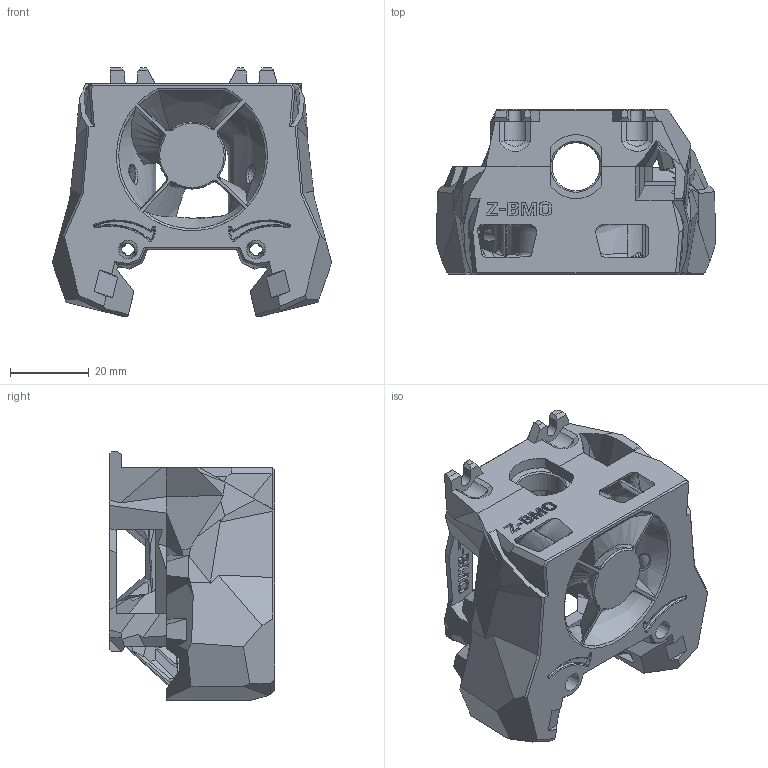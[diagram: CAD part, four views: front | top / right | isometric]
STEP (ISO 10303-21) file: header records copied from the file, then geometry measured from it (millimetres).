
FILE_DESCRIPTION(/* description */ (''),/* implementation_level */ '2;1');
FILE_NAME(/* name */ 'Zodiac_BMO_Toolhead_Stealthburner.step',/* time_stamp */ '2022-09-22T10:32:34+02:00',/* author */ (''),/* organization */ (''),/* preprocessor_version */ 'ST-DEVELOPER v19',/* originating_system */ 'Autodesk Translation Framework v11.7.0.108',/* authorisation */ '');
FILE_SCHEMA (('AUTOMOTIVE_DESIGN { 1 0 10303 214 3 1 1 }'));
Products named in the file (4): Zodiac BMO Toolhead Stealthburner; SB Zodiac BMO Front; SB Zodiac BMO Rear CW2; SB Zodiac Rear CW1
Assembly tree (3 placements, depth 2):
  Zodiac BMO Toolhead Stealthburner
    SB Zodiac BMO Front
    SB Zodiac BMO Rear CW2
    SB Zodiac Rear CW1
Bounding box: 71.07 x 42 x 63.13 mm (x, y, z)
Volume: 72484.4 mm3; surface area: 43193.1 mm2
Topology: 3 solids, 3 shells, 1730 faces, 5113 edges, 3327 vertices
Faces by surface type: plane 1152, bspline 310, cylinder 174, cone 90, sphere 4
Full cylindrical faces by diameter (mm): 3.4 x14, 4.6 x2, 4.7 x2, 6 x4
Entity records: 88732 total; most frequent: CARTESIAN_POINT 44890, ORIENTED_EDGE 10156, DIRECTION 7517, EDGE_CURVE 5078, LINE 3523, VECTOR 3523, VERTEX_POINT 3327, AXIS2_PLACEMENT_3D 1997
